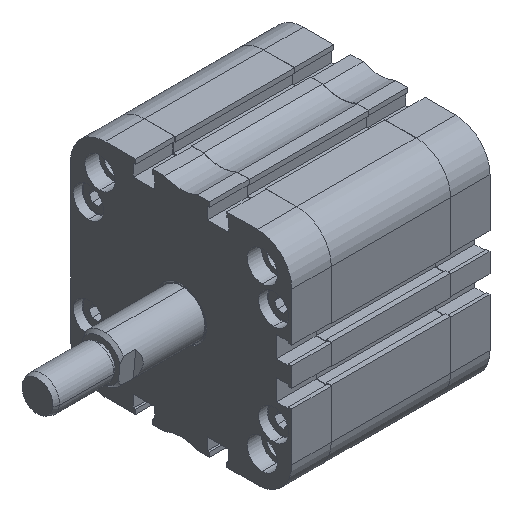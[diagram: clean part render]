
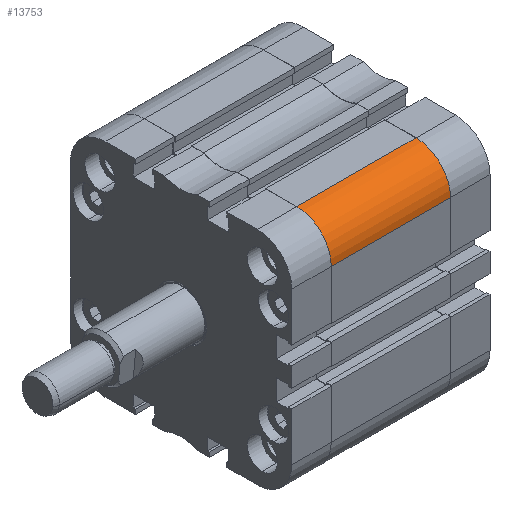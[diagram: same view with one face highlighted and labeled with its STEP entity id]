
A CAD part, isometric view. The second image highlights one B-rep face of the part: STEP entity #13753.
In plain terms, the highlighted cylindrical face has radius 12 mm (diameter 24 mm), a partial arc.
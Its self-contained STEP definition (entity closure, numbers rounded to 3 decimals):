
#429 = CARTESIAN_POINT ( 'NONE',  ( 0., -26.5, 26.5 ) ) ;
#506 = VECTOR ( 'NONE', #3654, 1000. ) ;
#595 = VERTEX_POINT ( 'NONE', #21847 ) ;
#1536 = DIRECTION ( 'NONE',  ( 0., 0., -1. ) ) ;
#1803 = VERTEX_POINT ( 'NONE', #5401 ) ;
#2757 = DIRECTION ( 'NONE',  ( 0., 0., -1. ) ) ;
#2809 = DIRECTION ( 'NONE',  ( 1., 0., 0. ) ) ;
#3220 = AXIS2_PLACEMENT_3D ( 'NONE', #19126, #3267, #6985 ) ;
#3267 = DIRECTION ( 'NONE',  ( -1., 0., 0. ) ) ;
#3654 = DIRECTION ( 'NONE',  ( -1., 0., 0. ) ) ;
#4575 = AXIS2_PLACEMENT_3D ( 'NONE', #429, #11075, #2757 ) ;
#4677 = EDGE_CURVE ( 'NONE', #595, #22479, #13549, .T. ) ;
#5401 = CARTESIAN_POINT ( 'NONE',  ( 0., -38.5, 26.5 ) ) ;
#6985 = DIRECTION ( 'NONE',  ( 0., 0., 1. ) ) ;
#6993 = CARTESIAN_POINT ( 'NONE',  ( 41.5, -26.5, 26.5 ) ) ;
#7786 = EDGE_LOOP ( 'NONE', ( #12020, #19701, #11612, #21953 ) ) ;
#10070 = EDGE_CURVE ( 'NONE', #1803, #595, #14191, .T. ) ;
#11075 = DIRECTION ( 'NONE',  ( -1., 0., 0. ) ) ;
#11168 = LINE ( 'NONE', #21497, #506 ) ;
#11612 = ORIENTED_EDGE ( 'NONE', *, *, #10070, .F. ) ;
#11804 = CARTESIAN_POINT ( 'NONE',  ( 41.5, -26.5, 38.5 ) ) ;
#12020 = ORIENTED_EDGE ( 'NONE', *, *, #18205, .F. ) ;
#12048 = CYLINDRICAL_SURFACE ( 'NONE', #3220, 12. ) ;
#13549 = LINE ( 'NONE', #11804, #18319 ) ;
#13753 = ADVANCED_FACE ( 'NONE', ( #18709 ), #12048, .T. ) ;
#14129 = CARTESIAN_POINT ( 'NONE',  ( 41.5, -26.5, 38.5 ) ) ;
#14158 = DIRECTION ( 'NONE',  ( 1., 0., 0. ) ) ;
#14191 = CIRCLE ( 'NONE', #4575, 12. ) ;
#14822 = CARTESIAN_POINT ( 'NONE',  ( 41.5, -38.5, 26.5 ) ) ;
#18205 = EDGE_CURVE ( 'NONE', #22479, #22699, #20686, .T. ) ;
#18319 = VECTOR ( 'NONE', #2809, 1000. ) ;
#18709 = FACE_OUTER_BOUND ( 'NONE', #7786, .T. ) ;
#19126 = CARTESIAN_POINT ( 'NONE',  ( 41.5, -26.5, 26.5 ) ) ;
#19255 = EDGE_CURVE ( 'NONE', #22699, #1803, #11168, .T. ) ;
#19701 = ORIENTED_EDGE ( 'NONE', *, *, #4677, .F. ) ;
#20686 = CIRCLE ( 'NONE', #22553, 12. ) ;
#21497 = CARTESIAN_POINT ( 'NONE',  ( 41.5, -38.5, 26.5 ) ) ;
#21847 = CARTESIAN_POINT ( 'NONE',  ( 0., -26.5, 38.5 ) ) ;
#21953 = ORIENTED_EDGE ( 'NONE', *, *, #19255, .F. ) ;
#22479 = VERTEX_POINT ( 'NONE', #14129 ) ;
#22553 = AXIS2_PLACEMENT_3D ( 'NONE', #6993, #14158, #1536 ) ;
#22699 = VERTEX_POINT ( 'NONE', #14822 ) ;
